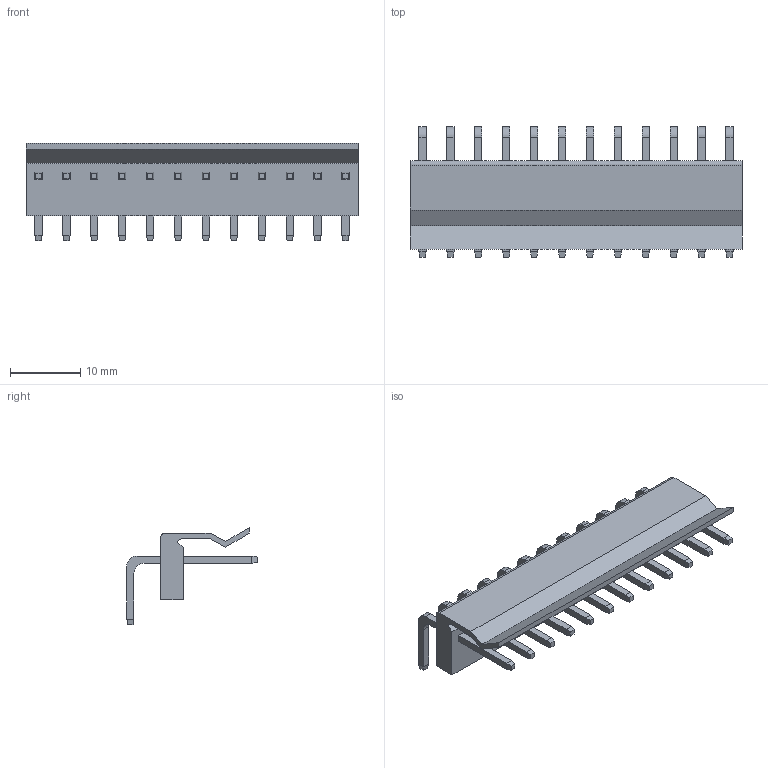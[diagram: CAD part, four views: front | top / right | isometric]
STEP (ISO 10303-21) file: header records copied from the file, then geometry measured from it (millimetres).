
FILE_DESCRIPTION(/* description */ ('Unknown'),/* implementation_level */ '2;1');
FILE_NAME(/* name */ 'JST - CH - Thru (R) - 12Pin - 3.96mm',/* time_stamp */ '2018-11-29T09:22:08-05:00',/* author */ ('Unknown'),/* organization */ ('Unknown'),/* preprocessor_version */ 'ST-DEVELOPER v16.7',/* originating_system */ 'DEX',/* authorisation */ $);
FILE_SCHEMA (('AUTOMOTIVE_DESIGN {1 0 10303 214 3 1 1}'));
Length unit declared in the file: millimetre
Products named in the file (1): JST - CH - Thru (R) - 12Pin - 3.96mm
Bounding box: 47.12 x 18.5 x 13.79 mm (x, y, z)
Volume: 2039.3 mm3; surface area: 3435.5 mm2
Topology: 1 solids, 21 shells, 512 faces, 1206 edges, 772 vertices
Faces by surface type: plane 422, bspline 64, cylinder 26
Entity records: 19521 total; most frequent: CARTESIAN_POINT 5057, ORIENTED_EDGE 2404, DIRECTION 1790, EDGE_CURVE 1202, LINE 788, VECTOR 788, VERTEX_POINT 772, EDGE_LOOP 564
